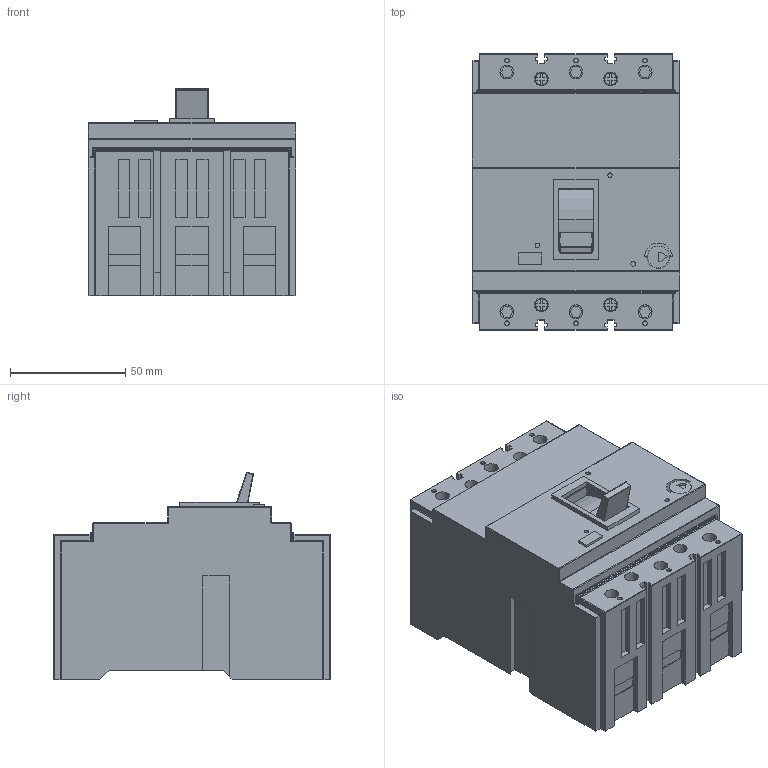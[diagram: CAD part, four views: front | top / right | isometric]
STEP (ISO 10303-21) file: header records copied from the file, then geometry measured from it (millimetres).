
FILE_DESCRIPTION (( 'STEP AP203' ), '1' );
FILE_NAME ('Âûêëþ÷àòåëü àâòîìàòè÷åñêèé ÂÀ-99 160 25À.STEP', '2016-10-26T10:25:51', ( 'kuryshev' ), ( '' ), 'SwSTEP 2.0', 'SolidWorks 2010', '' );
FILE_SCHEMA (( 'CONFIG_CONTROL_DESIGN' ));
Length unit declared in the file: millimetre
Products named in the file (1): Âûêëþ÷àòåëü àâòîìàòè÷åñêèé ÂÀ-99 160 25À
Bounding box: 90 x 120 x 89.95 mm (x, y, z)
Volume: 689070 mm3; surface area: 71999.1 mm2
Topology: 1 solids, 1 shells, 640 faces, 1602 edges, 997 vertices
Faces by surface type: plane 397, cylinder 184, sphere 31, torus 24, bspline 4
Entity records: 18953 total; most frequent: CARTESIAN_POINT 3464, DIRECTION 3258, ORIENTED_EDGE 3144, EDGE_CURVE 1572, LINE 1128, VECTOR 1128, AXIS2_PLACEMENT_3D 1065, VERTEX_POINT 995
